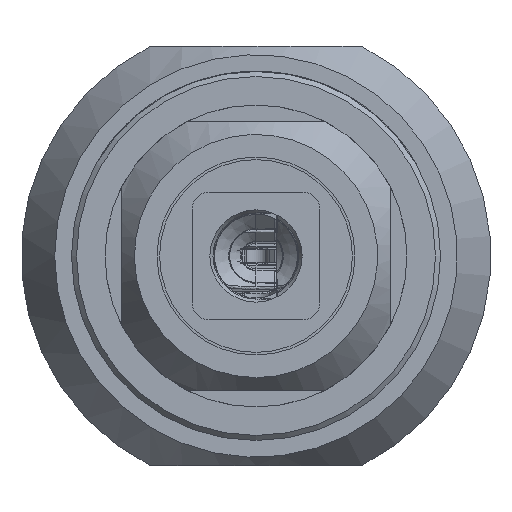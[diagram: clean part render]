
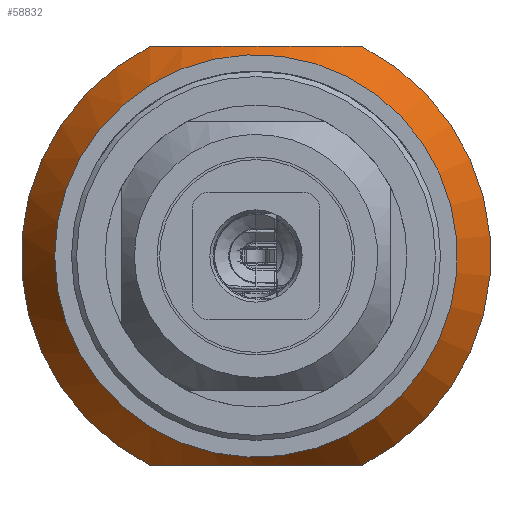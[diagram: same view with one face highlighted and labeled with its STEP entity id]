
A CAD part, front view. The second image highlights one B-rep face of the part: STEP entity #58832.
In plain terms, the highlighted conical face has half-angle 30 degrees and reference radius 14 mm.
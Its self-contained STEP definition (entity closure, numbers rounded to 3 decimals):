
#76 = CARTESIAN_POINT ( 'NONE',  ( 12.5, 12.891, -5.85 ) ) ;
#2064 = CONICAL_SURFACE ( 'NONE', #13107, 14., 0.524 ) ;
#3272 = CARTESIAN_POINT ( 'NONE',  ( -12.5, 14.793, 2.298 ) ) ;
#3790 = ORIENTED_EDGE ( 'NONE', *, *, #11132, .F. ) ;
#4097 = ORIENTED_EDGE ( 'NONE', *, *, #24147, .F. ) ;
#5048 = DIRECTION ( 'NONE',  ( 0., 0., 1. ) ) ;
#5089 = DIRECTION ( 'NONE',  ( 0., 0., -1. ) ) ;
#5143 = ORIENTED_EDGE ( 'NONE', *, *, #58215, .F. ) ;
#5804 = CARTESIAN_POINT ( 'NONE',  ( -12.5, 14.132, -3.881 ) ) ;
#6132 = CARTESIAN_POINT ( 'NONE',  ( 12.5, 15.062, 1.163 ) ) ;
#9926 = CIRCLE ( 'NONE', #69420, 14. ) ;
#10167 = CARTESIAN_POINT ( 'NONE',  ( -12.5, 13.845, 4.401 ) ) ;
#11132 = EDGE_CURVE ( 'NONE', #20371, #59885, #9926, .T. ) ;
#12717 = CARTESIAN_POINT ( 'NONE',  ( -12.5, 15.133, 0.591 ) ) ;
#13107 = AXIS2_PLACEMENT_3D ( 'NONE', #50545, #64405, #5089 ) ;
#13491 = CARTESIAN_POINT ( 'NONE',  ( 12.5, 14.598, 2.844 ) ) ;
#13914 = CARTESIAN_POINT ( 'NONE',  ( 12.5, 15.135, -0.561 ) ) ;
#15900 = ORIENTED_EDGE ( 'NONE', *, *, #17782, .F. ) ;
#16176 = DIRECTION ( 'NONE',  ( 0., 1., 0. ) ) ;
#17782 = EDGE_CURVE ( 'NONE', #42070, #42070, #49559, .T. ) ;
#20371 = VERTEX_POINT ( 'NONE', #35788 ) ;
#20823 = CARTESIAN_POINT ( 'NONE',  ( 12.5, 14.608, -2.819 ) ) ;
#21151 = B_SPLINE_CURVE_WITH_KNOTS ( 'NONE', 3,
 ( #80211, #76, #27750, #26471, #54161, #20823, #52447, #72857, #13914, #79360, #6132, #80624, #13491, #39897, #32556, #47244, #73702, #66329 ),
 .UNSPECIFIED., .F., .F.,
 ( 4, 2, 2, 2, 2, 2, 2, 2, 4 ),
 ( 0.023, 0.025, 0.027, 0.028, 0.03, 0.032, 0.034, 0.035, 0.037 ),
 .UNSPECIFIED. ) ;
#21723 = VERTEX_POINT ( 'NONE', #23495 ) ;
#21752 = DIRECTION ( 'NONE',  ( 0., 0., 1. ) ) ;
#22173 = CIRCLE ( 'NONE', #45748, 14. ) ;
#22836 = ORIENTED_EDGE ( 'NONE', *, *, #33292, .F. ) ;
#23495 = CARTESIAN_POINT ( 'NONE',  ( -12.5, 12.536, -6.305 ) ) ;
#24126 = FACE_OUTER_BOUND ( 'NONE', #56693, .T. ) ;
#24147 = EDGE_CURVE ( 'NONE', #21723, #48188, #22173, .T. ) ;
#26471 = CARTESIAN_POINT ( 'NONE',  ( 12.5, 13.85, -4.392 ) ) ;
#27750 = CARTESIAN_POINT ( 'NONE',  ( 12.5, 13.229, -5.378 ) ) ;
#29508 = CARTESIAN_POINT ( 'NONE',  ( 0., 12.536, 0. ) ) ;
#30944 = CARTESIAN_POINT ( 'NONE',  ( -12.5, 12.536, 6.305 ) ) ;
#31388 = CARTESIAN_POINT ( 'NONE',  ( -12.5, 15.064, -1.148 ) ) ;
#32556 = CARTESIAN_POINT ( 'NONE',  ( 12.5, 13.845, 4.401 ) ) ;
#33292 = EDGE_CURVE ( 'NONE', #59885, #21723, #54692, .T. ) ;
#35788 = CARTESIAN_POINT ( 'NONE',  ( 12.5, 12.536, 6.305 ) ) ;
#36172 = CARTESIAN_POINT ( 'NONE',  ( -12.5, 13.224, 5.384 ) ) ;
#36586 = CARTESIAN_POINT ( 'NONE',  ( -12.5, 15.062, 1.163 ) ) ;
#37977 = FACE_BOUND ( 'NONE', #53310, .T. ) ;
#38722 = CARTESIAN_POINT ( 'NONE',  ( -12.5, 15.135, -0.561 ) ) ;
#39134 = CARTESIAN_POINT ( 'NONE',  ( -12.5, 14.8, -2.274 ) ) ;
#39897 = CARTESIAN_POINT ( 'NONE',  ( 12.5, 14.125, 3.894 ) ) ;
#42070 = VERTEX_POINT ( 'NONE', #53783 ) ;
#45748 = AXIS2_PLACEMENT_3D ( 'NONE', #29508, #75921, #21752 ) ;
#46072 = CARTESIAN_POINT ( 'NONE',  ( -12.5, 12.536, -6.305 ) ) ;
#47244 = CARTESIAN_POINT ( 'NONE',  ( 12.5, 13.224, 5.384 ) ) ;
#48188 = VERTEX_POINT ( 'NONE', #81014 ) ;
#49559 = CIRCLE ( 'NONE', #73090, 12. ) ;
#50545 = CARTESIAN_POINT ( 'NONE',  ( 0., 12.536, 0. ) ) ;
#51273 = CARTESIAN_POINT ( 'NONE',  ( -12.5, 13.85, -4.392 ) ) ;
#52126 = CARTESIAN_POINT ( 'NONE',  ( -12.5, 13.229, -5.378 ) ) ;
#52447 = CARTESIAN_POINT ( 'NONE',  ( 12.5, 14.8, -2.274 ) ) ;
#53310 = EDGE_LOOP ( 'NONE', ( #15900 ) ) ;
#53783 = CARTESIAN_POINT ( 'NONE',  ( 0., 16., 12. ) ) ;
#54161 = CARTESIAN_POINT ( 'NONE',  ( 12.5, 14.132, -3.881 ) ) ;
#54692 = B_SPLINE_CURVE_WITH_KNOTS ( 'NONE', 3,
 ( #30944, #69527, #36172, #10167, #69967, #62568, #3272, #36586, #12717, #38722, #31388, #39134, #78193, #5804, #51273, #52126, #64737, #46072 ),
 .UNSPECIFIED., .F., .F.,
 ( 4, 2, 2, 2, 2, 2, 2, 2, 4 ),
 ( 0.007, 0.009, 0.01, 0.012, 0.014, 0.015, 0.017, 0.019, 0.021 ),
 .UNSPECIFIED. ) ;
#56693 = EDGE_LOOP ( 'NONE', ( #5143, #4097, #22836, #3790 ) ) ;
#58215 = EDGE_CURVE ( 'NONE', #48188, #20371, #21151, .T. ) ;
#58832 = ADVANCED_FACE ( 'NONE', ( #24126, #37977 ), #2064, .T. ) ;
#59151 = CARTESIAN_POINT ( 'NONE',  ( 0., 12.536, 0. ) ) ;
#59634 = DIRECTION ( 'NONE',  ( 0., 0., 1. ) ) ;
#59885 = VERTEX_POINT ( 'NONE', #73377 ) ;
#62568 = CARTESIAN_POINT ( 'NONE',  ( -12.5, 14.598, 2.844 ) ) ;
#64405 = DIRECTION ( 'NONE',  ( 0., -1., 0. ) ) ;
#64737 = CARTESIAN_POINT ( 'NONE',  ( -12.5, 12.891, -5.85 ) ) ;
#66329 = CARTESIAN_POINT ( 'NONE',  ( 12.5, 12.536, 6.305 ) ) ;
#68175 = CARTESIAN_POINT ( 'NONE',  ( 0., 16., 0. ) ) ;
#69420 = AXIS2_PLACEMENT_3D ( 'NONE', #59151, #79104, #5048 ) ;
#69527 = CARTESIAN_POINT ( 'NONE',  ( -12.5, 12.889, 5.852 ) ) ;
#69967 = CARTESIAN_POINT ( 'NONE',  ( -12.5, 14.125, 3.894 ) ) ;
#72857 = CARTESIAN_POINT ( 'NONE',  ( 12.5, 15.064, -1.148 ) ) ;
#73090 = AXIS2_PLACEMENT_3D ( 'NONE', #68175, #16176, #59634 ) ;
#73377 = CARTESIAN_POINT ( 'NONE',  ( -12.5, 12.536, 6.305 ) ) ;
#73702 = CARTESIAN_POINT ( 'NONE',  ( 12.5, 12.889, 5.852 ) ) ;
#75921 = DIRECTION ( 'NONE',  ( 0., -1., 0. ) ) ;
#78193 = CARTESIAN_POINT ( 'NONE',  ( -12.5, 14.608, -2.819 ) ) ;
#79104 = DIRECTION ( 'NONE',  ( 0., -1., 0. ) ) ;
#79360 = CARTESIAN_POINT ( 'NONE',  ( 12.5, 15.133, 0.591 ) ) ;
#80211 = CARTESIAN_POINT ( 'NONE',  ( 12.5, 12.536, -6.305 ) ) ;
#80624 = CARTESIAN_POINT ( 'NONE',  ( 12.5, 14.793, 2.298 ) ) ;
#81014 = CARTESIAN_POINT ( 'NONE',  ( 12.5, 12.536, -6.305 ) ) ;
